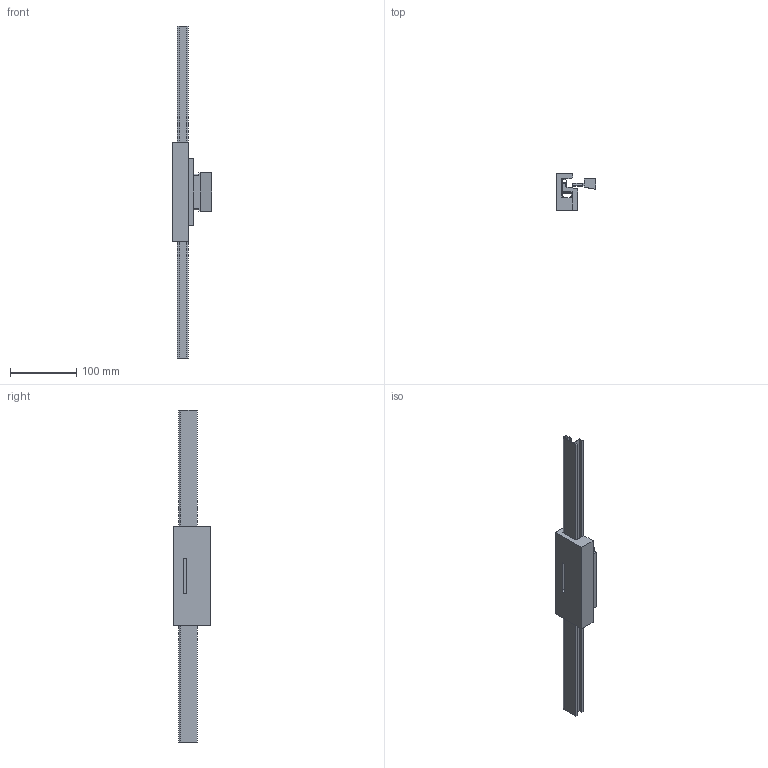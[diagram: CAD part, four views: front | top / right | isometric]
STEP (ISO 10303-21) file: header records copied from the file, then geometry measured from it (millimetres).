
FILE_DESCRIPTION((''),'2;1');
FILE_NAME('Profilstanze.stp','2016-11-27T00:12:30',('Walter'),(''),'Autodesk Inventor 2013','Autodesk Inventor 2013','');
FILE_SCHEMA(('AUTOMOTIVE_DESIGN { 1 0 10303 214 1 1 1 1 }'));
Length unit declared in the file: millimetre
Products named in the file (1): profil
Bounding box: 60 x 56 x 500 mm (x, y, z)
Volume: 233069.1 mm3; surface area: 121274.4 mm2
Topology: 4 solids, 4 shells, 81 faces, 222 edges, 148 vertices
Faces by surface type: plane 73, cylinder 8
Entity records: 2643 total; most frequent: CARTESIAN_POINT 452, ORIENTED_EDGE 444, DIRECTION 402, EDGE_CURVE 222, VECTOR 206, LINE 206, VERTEX_POINT 148, AXIS2_PLACEMENT_3D 98
